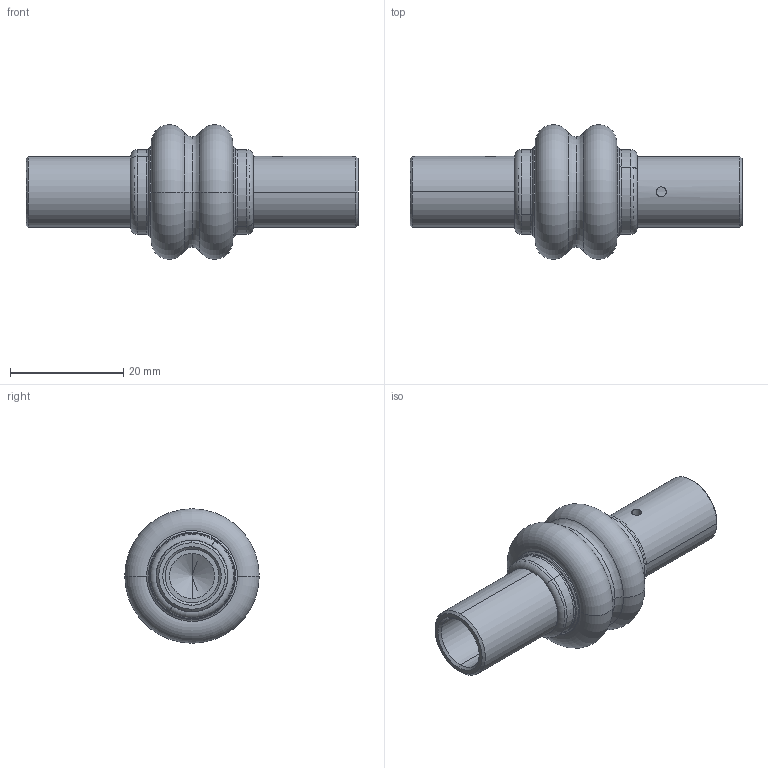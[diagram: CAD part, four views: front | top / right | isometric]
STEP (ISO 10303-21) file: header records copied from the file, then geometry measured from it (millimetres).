
FILE_DESCRIPTION (( 'STEP AP214' ), '1' );
FILE_NAME ('MS20271B8.STEP', '2018-06-08T17:48:10', ( 'rick' ), ( 'Hewlett-Packard Company' ), 'SwSTEP 2.0', 'SolidWorks 2017', '' );
FILE_SCHEMA (( 'AUTOMOTIVE_DESIGN' ));
Length unit declared in the file: inch
Products named in the file (8): 500 CLAMP-A-B_500 CLAMP-A-B INSTALLED; 500 BOOT-SL-A-B_500 BOOT-SL-MS INSTALLED; MIL Spec Long Pin_MS20271B8-5A-QPL; MIL Spec Short Pin_MS20271B8-4A-QPL; RIVET_MS20271B8-3A-QPL at .468" Clinch Height; MIL Spec Block_MS20271B8-2A-QPL; MS2027xB8-Y_MS20271B8-Y-QPL; MS20271B8
Assembly tree (10 placements, depth 2):
  MS20271B8
    MS2027xB8-Y_MS20271B8-Y-QPL  x2
    MIL Spec Block_MS20271B8-2A-QPL
    RIVET_MS20271B8-3A-QPL at .468" Clinch Height
    MIL Spec Short Pin_MS20271B8-4A-QPL  x2
    MIL Spec Long Pin_MS20271B8-5A-QPL
    500 BOOT-SL-A-B_500 BOOT-SL-MS INSTALLED
    500 CLAMP-A-B_500 CLAMP-A-B INSTALLED  x2
Bounding box: 58.72 x 23.8 x 23.8 mm (x, y, z)
Volume: 6515.5 mm3; surface area: 9282.2 mm2
Topology: 10 solids, 10 shells, 312 faces, 740 edges, 450 vertices
Faces by surface type: cylinder 114, cone 72, plane 66, torus 44, sphere 16
Entity records: 8155 total; most frequent: CARTESIAN_POINT 1510, DIRECTION 1134, ORIENTED_EDGE 980, EDGE_CURVE 490, AXIS2_PLACEMENT_3D 490, VERTEX_POINT 297, CIRCLE 266, EDGE_LOOP 235
